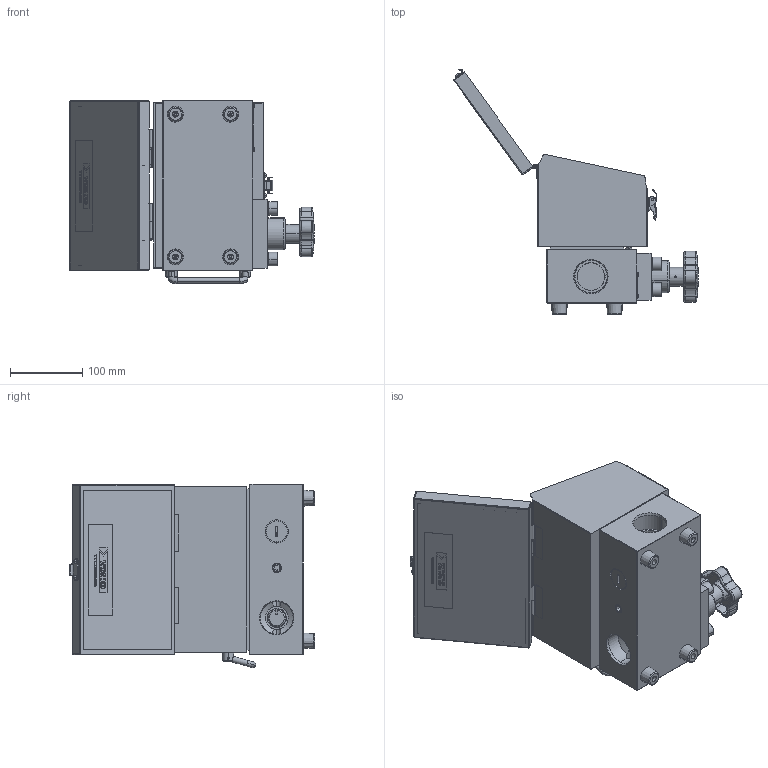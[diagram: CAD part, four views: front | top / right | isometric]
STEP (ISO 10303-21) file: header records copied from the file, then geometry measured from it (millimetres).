
FILE_DESCRIPTION (( 'STEP AP214' ), '1' );
FILE_NAME ('FT11514-UP 1.STEP', '2024-05-10T13:00:51', ( '' ), ( '' ), 'SwSTEP 2.0', 'SolidWorks 2023', '' );
FILE_SCHEMA (( 'AUTOMOTIVE_DESIGN' ));
Length unit declared in the file: millimetre
Products named in the file (1): FT11514-UP 1
Bounding box: 336.95 x 338.57 x 252.87 mm (x, y, z)
Surface area: 523243.4 mm2 (no closed solid volume)
Topology: 0 solids, 120 shells, 788 faces, 2952 edges, 2221 vertices
Faces by surface type: plane 377, cylinder 204, torus 107, cone 49, bspline 35, sphere 16
Entity records: 38500 total; most frequent: CARTESIAN_POINT 14169, DIRECTION 5043, ORIENTED_EDGE 4286, EDGE_CURVE 2946, VERTEX_POINT 2221, AXIS2_PLACEMENT_3D 1730, LINE 1583, VECTOR 1583
